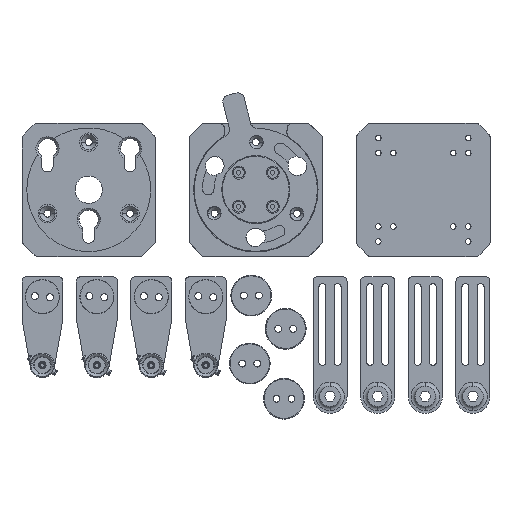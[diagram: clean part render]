
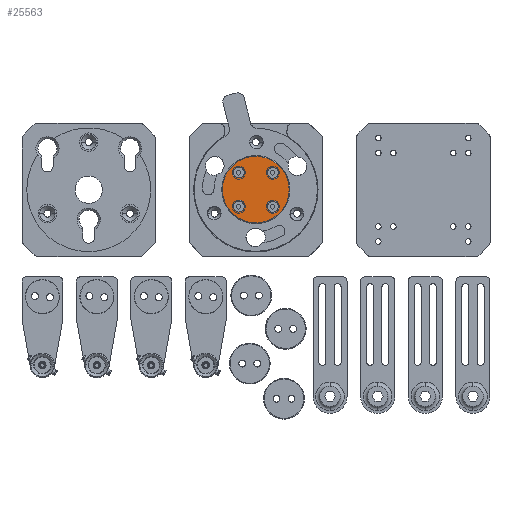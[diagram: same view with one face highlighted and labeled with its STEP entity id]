
A CAD part, top view. The second image highlights one B-rep face of the part: STEP entity #25563.
In plain terms, the highlighted planar face has unit normal (0, 0, 1).
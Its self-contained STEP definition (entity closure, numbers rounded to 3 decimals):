
#6835 = AXIS2_PLACEMENT_3D ( 'NONE', #8392, #8407, #8376 ) ;
#6843 = AXIS2_PLACEMENT_3D ( 'NONE', #10991, #11007, #11008 ) ;
#6849 = AXIS2_PLACEMENT_3D ( 'NONE', #11076, #11058, #11108 ) ;
#6865 = AXIS2_PLACEMENT_3D ( 'NONE', #11006, #11055, #11034 ) ;
#6893 = AXIS2_PLACEMENT_3D ( 'NONE', #10987, #10997, #11004 ) ;
#6899 = AXIS2_PLACEMENT_3D ( 'NONE', #11022, #11000, #11015 ) ;
#6905 = AXIS2_PLACEMENT_3D ( 'NONE', #11027, #10984, #11002 ) ;
#8376 = DIRECTION ( 'NONE',  ( 1., 0., 0. ) ) ;
#8381 = PLANE ( 'NONE',  #6835 ) ;
#8392 = CARTESIAN_POINT ( 'NONE',  ( 0., 0., 3. ) ) ;
#8407 = DIRECTION ( 'NONE',  ( 0., 0., 1. ) ) ;
#9082 = FACE_BOUND ( 'NONE', #22207, .T. ) ;
#9110 = FACE_BOUND ( 'NONE', #22162, .T. ) ;
#9122 = FACE_BOUND ( 'NONE', #22228, .T. ) ;
#9137 = FACE_OUTER_BOUND ( 'NONE', #22218, .T. ) ;
#9139 = FACE_BOUND ( 'NONE', #22151, .T. ) ;
#9229 = CIRCLE ( 'NONE', #6905, 4. ) ;
#9230 = CIRCLE ( 'NONE', #6899, 4. ) ;
#9234 = CIRCLE ( 'NONE', #6843, 24.5 ) ;
#9236 = CIRCLE ( 'NONE', #6893, 4. ) ;
#9269 = CIRCLE ( 'NONE', #6865, 4. ) ;
#9270 = CIRCLE ( 'NONE', #6849, 4. ) ;
#10644 = CARTESIAN_POINT ( 'NONE',  ( -8.5, 12.5, 3. ) ) ;
#10648 = CARTESIAN_POINT ( 'NONE',  ( -16.5, -12.5, 3. ) ) ;
#10653 = CARTESIAN_POINT ( 'NONE',  ( 16.5, -12.643, 3. ) ) ;
#10695 = CARTESIAN_POINT ( 'NONE',  ( 24.5, 0., 3. ) ) ;
#10707 = CARTESIAN_POINT ( 'NONE',  ( 8.5, 12.357, 3. ) ) ;
#10709 = CARTESIAN_POINT ( 'NONE',  ( -24.5, 0., 3. ) ) ;
#10720 = CARTESIAN_POINT ( 'NONE',  ( 16.5, 12.357, 3. ) ) ;
#10721 = CARTESIAN_POINT ( 'NONE',  ( -8.5, -12.5, 3. ) ) ;
#10748 = CARTESIAN_POINT ( 'NONE',  ( 8.5, -12.643, 3. ) ) ;
#10755 = CARTESIAN_POINT ( 'NONE',  ( -16.5, 12.5, 3. ) ) ;
#10984 = DIRECTION ( 'NONE',  ( 0., 0., -1. ) ) ;
#10987 = CARTESIAN_POINT ( 'NONE',  ( -12.5, -12.5, 3. ) ) ;
#10991 = CARTESIAN_POINT ( 'NONE',  ( 0., 0., 3. ) ) ;
#10997 = DIRECTION ( 'NONE',  ( 0., 0., -1. ) ) ;
#11000 = DIRECTION ( 'NONE',  ( 0., 0., -1. ) ) ;
#11002 = DIRECTION ( 'NONE',  ( 1., 0., 0. ) ) ;
#11004 = DIRECTION ( 'NONE',  ( 1., 0., 0. ) ) ;
#11006 = CARTESIAN_POINT ( 'NONE',  ( 12.5, 12.357, 3. ) ) ;
#11007 = DIRECTION ( 'NONE',  ( 0., 0., 1. ) ) ;
#11008 = DIRECTION ( 'NONE',  ( 1., 0., 0. ) ) ;
#11015 = DIRECTION ( 'NONE',  ( 1., 0., 0. ) ) ;
#11022 = CARTESIAN_POINT ( 'NONE',  ( 12.5, -12.643, 3. ) ) ;
#11027 = CARTESIAN_POINT ( 'NONE',  ( -12.5, -12.5, 3. ) ) ;
#11034 = DIRECTION ( 'NONE',  ( 1., 0., 0. ) ) ;
#11055 = DIRECTION ( 'NONE',  ( 0., 0., -1. ) ) ;
#11058 = DIRECTION ( 'NONE',  ( 0., 0., -1. ) ) ;
#11076 = CARTESIAN_POINT ( 'NONE',  ( -12.5, 12.5, 3. ) ) ;
#11108 = DIRECTION ( 'NONE',  ( 1., 0., 0. ) ) ;
#19381 = EDGE_CURVE ( 'NONE', #28018, #27995, #22493, .T. ) ;
#19390 = EDGE_CURVE ( 'NONE', #28009, #27946, #22521, .T. ) ;
#19393 = EDGE_CURVE ( 'NONE', #28026, #28025, #22495, .T. ) ;
#19411 = EDGE_CURVE ( 'NONE', #28032, #27968, #22498, .T. ) ;
#20011 = AXIS2_PLACEMENT_3D ( 'NONE', #28596, #28575, #28589 ) ;
#20050 = AXIS2_PLACEMENT_3D ( 'NONE', #28617, #28616, #28618 ) ;
#20052 = AXIS2_PLACEMENT_3D ( 'NONE', #28613, #28619, #28620 ) ;
#20108 = AXIS2_PLACEMENT_3D ( 'NONE', #23492, #23495, #23506 ) ;
#21448 = ORIENTED_EDGE ( 'NONE', *, *, #28670, .T. ) ;
#21478 = ORIENTED_EDGE ( 'NONE', *, *, #28675, .T. ) ;
#21497 = ORIENTED_EDGE ( 'NONE', *, *, #19411, .T. ) ;
#21504 = ORIENTED_EDGE ( 'NONE', *, *, #28667, .T. ) ;
#21509 = ORIENTED_EDGE ( 'NONE', *, *, #19381, .T. ) ;
#21514 = ORIENTED_EDGE ( 'NONE', *, *, #19390, .T. ) ;
#21520 = ORIENTED_EDGE ( 'NONE', *, *, #19393, .T. ) ;
#21523 = ORIENTED_EDGE ( 'NONE', *, *, #28671, .T. ) ;
#21528 = ORIENTED_EDGE ( 'NONE', *, *, #28669, .T. ) ;
#21540 = ORIENTED_EDGE ( 'NONE', *, *, #28689, .T. ) ;
#22151 = EDGE_LOOP ( 'NONE', ( #21478, #21509 ) ) ;
#22162 = EDGE_LOOP ( 'NONE', ( #21504, #21497 ) ) ;
#22207 = EDGE_LOOP ( 'NONE', ( #21528, #21448 ) ) ;
#22218 = EDGE_LOOP ( 'NONE', ( #21520, #21523 ) ) ;
#22228 = EDGE_LOOP ( 'NONE', ( #21540, #21514 ) ) ;
#22493 = CIRCLE ( 'NONE', #20011, 4. ) ;
#22495 = CIRCLE ( 'NONE', #20052, 24.5 ) ;
#22498 = CIRCLE ( 'NONE', #20108, 4. ) ;
#22521 = CIRCLE ( 'NONE', #20050, 4. ) ;
#23492 = CARTESIAN_POINT ( 'NONE',  ( 12.5, -12.643, 3. ) ) ;
#23495 = DIRECTION ( 'NONE',  ( 0., 0., -1. ) ) ;
#23506 = DIRECTION ( 'NONE',  ( 1., 0., 0. ) ) ;
#25563 = ADVANCED_FACE ( 'NONE', ( #9082, #9110, #9139, #9122, #9137 ), #8381, .T. ) ;
#27946 = VERTEX_POINT ( 'NONE', #10644 ) ;
#27968 = VERTEX_POINT ( 'NONE', #10653 ) ;
#27969 = VERTEX_POINT ( 'NONE', #10648 ) ;
#27995 = VERTEX_POINT ( 'NONE', #10720 ) ;
#28009 = VERTEX_POINT ( 'NONE', #10755 ) ;
#28016 = VERTEX_POINT ( 'NONE', #10721 ) ;
#28018 = VERTEX_POINT ( 'NONE', #10707 ) ;
#28025 = VERTEX_POINT ( 'NONE', #10695 ) ;
#28026 = VERTEX_POINT ( 'NONE', #10709 ) ;
#28032 = VERTEX_POINT ( 'NONE', #10748 ) ;
#28575 = DIRECTION ( 'NONE',  ( 0., 0., -1. ) ) ;
#28589 = DIRECTION ( 'NONE',  ( 1., 0., 0. ) ) ;
#28596 = CARTESIAN_POINT ( 'NONE',  ( 12.5, 12.357, 3. ) ) ;
#28613 = CARTESIAN_POINT ( 'NONE',  ( 0., 0., 3. ) ) ;
#28616 = DIRECTION ( 'NONE',  ( 0., 0., -1. ) ) ;
#28617 = CARTESIAN_POINT ( 'NONE',  ( -12.5, 12.5, 3. ) ) ;
#28618 = DIRECTION ( 'NONE',  ( 1., 0., 0. ) ) ;
#28619 = DIRECTION ( 'NONE',  ( 0., 0., 1. ) ) ;
#28620 = DIRECTION ( 'NONE',  ( 1., 0., 0. ) ) ;
#28667 = EDGE_CURVE ( 'NONE', #27968, #28032, #9230, .T. ) ;
#28669 = EDGE_CURVE ( 'NONE', #28016, #27969, #9229, .T. ) ;
#28670 = EDGE_CURVE ( 'NONE', #27969, #28016, #9236, .T. ) ;
#28671 = EDGE_CURVE ( 'NONE', #28025, #28026, #9234, .T. ) ;
#28675 = EDGE_CURVE ( 'NONE', #27995, #28018, #9269, .T. ) ;
#28689 = EDGE_CURVE ( 'NONE', #27946, #28009, #9270, .T. ) ;
